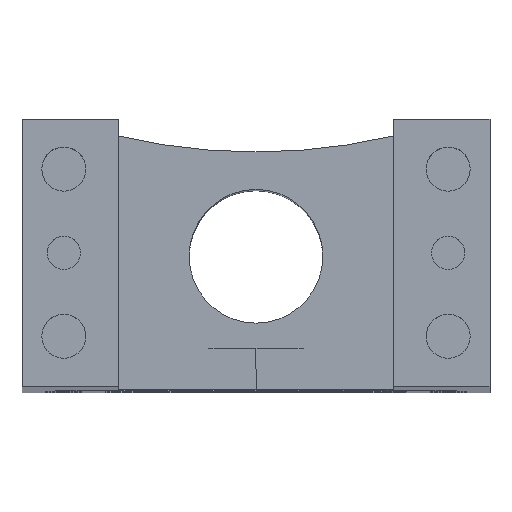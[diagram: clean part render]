
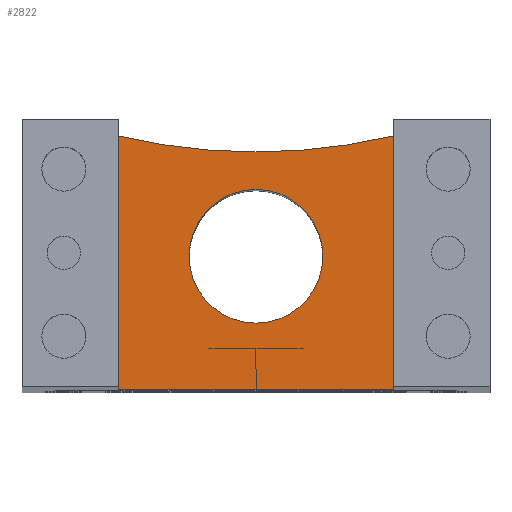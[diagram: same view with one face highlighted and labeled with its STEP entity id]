
A CAD part, top view. The second image highlights one B-rep face of the part: STEP entity #2822.
In plain terms, the highlighted planar face has unit normal (0, 0, 1).
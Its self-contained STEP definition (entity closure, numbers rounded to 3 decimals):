
#1673=CARTESIAN_POINT('POINT111',(-0.249,
   -2.625,1.906));
#1674=VERTEX_POINT('VERTEX111',#1673);
#1681=CARTESIAN_POINT('POINT112',(0.251,
   -2.625,1.906));
#1682=VERTEX_POINT('VERTEX112',#1681);
#1683=CARTESIAN_POINT('POS169',(0.001,-2.625,
   1.906));
#1684=DIRECTION('DIR258',(0.,0.,1.));
#1685=DIRECTION('DIR259',(-1.,0.,0.));
#1686=AXIS2_PLACEMENT_3D('AXIS90',#1683,#1684,#1685);
#1687=CIRCLE('ELLIPSE41',#1686,0.25);
#1688=EDGE_CURVE('EDGE160',#1674,#1682,#1687,.T.);
#1708=EDGE_CURVE('EDGE162',#1682,#1674,#1687,.T.);
#1995=CARTESIAN_POINT('POINT121',(-0.514,
   -3.125,1.906));
#1996=VERTEX_POINT('VERTEX121',#1995);
#2004=CARTESIAN_POINT('POINT122',(-0.514,
   -2.175,1.906));
#2005=VERTEX_POINT('VERTEX122',#2004);
#2006=CARTESIAN_POINT('POS180',(-0.514,-2.125,
   1.906));
#2007=DIRECTION('DIR275',(0.,-1.,0.));
#2008=VECTOR('VEC85',#2007,0.394);
#2009=LINE('STRAIGHT85',#2006,#2008);
#2010=EDGE_CURVE('EDGE176',#2005,#1996,#2009,.T.);
#2396=CARTESIAN_POINT('POINT141',(0.517,
   -3.125,1.906));
#2397=VERTEX_POINT('VERTEX141',#2396);
#2405=CARTESIAN_POINT('POS208',(0.259,
   -3.125,1.906));
#2406=DIRECTION('DIR317',(-1.,0.,0.));
#2407=VECTOR('VEC99',#2406,0.394);
#2408=LINE('STRAIGHT99',#2405,#2407);
#2409=EDGE_CURVE('EDGE205',#2397,#1996,#2408,.T.);
#2756=CARTESIAN_POINT('POINT157',(0.517,
   -2.175,1.906));
#2757=VERTEX_POINT('VERTEX157',#2756);
#2779=CARTESIAN_POINT('POS235',(0.517,-2.125,
   1.906));
#2780=DIRECTION('DIR359',(0.,-1.,0.));
#2781=VECTOR('VEC111',#2780,0.394);
#2782=LINE('STRAIGHT111',#2779,#2781);
#2783=EDGE_CURVE('EDGE231',#2757,#2397,#2782,.T.);
#2797=ORIENTED_EDGE('COEDGE432',*,*,#2010,.T.);
#2798=ORIENTED_EDGE('COEDGE433',*,*,#2409,.F.);
#2799=ORIENTED_EDGE('COEDGE434',*,*,#2783,.F.);
#2800=CARTESIAN_POINT('POINT158',(0.001,
   -2.235,1.906));
#2801=VERTEX_POINT('VERTEX158',#2800);
#2802=CARTESIAN_POINT('POS237',(0.001,0.,
   1.906));
#2803=DIRECTION('DIR362',(0.,0.,1.));
#2804=DIRECTION('DIR363',(0.,1.,0.));
#2805=AXIS2_PLACEMENT_3D('AXIS126',#2802,#2803,#2804);
#2806=CIRCLE('ELLIPSE58',#2805,2.235);
#2807=EDGE_CURVE('EDGE232',#2757,#2801,#2806,.F.);
#2808=ORIENTED_EDGE('COEDGE435',*,*,#2807,.T.);
#2809=EDGE_CURVE('EDGE233',#2801,#2005,#2806,.F.);
#2810=ORIENTED_EDGE('COEDGE436',*,*,#2809,.T.);
#2811=EDGE_LOOP('NONE',(#2797,#2798,#2799,#2808,#2810));
#2812=FACE_BOUND('LOOP1',#2811,.T.);
#2813=ORIENTED_EDGE('COEDGE437',*,*,#1708,.F.);
#2814=ORIENTED_EDGE('COEDGE438',*,*,#1688,.F.);
#2815=EDGE_LOOP('NONE',(#2813,#2814));
#2816=FACE_BOUND('LOOP1',#2815,.T.);
#2817=CARTESIAN_POINT('POS238',(0.517,-2.125,
   1.906));
#2818=DIRECTION('DIR364',(0.,0.,1.));
#2819=DIRECTION('DIR365',(1.,0.,0.));
#2820=AXIS2_PLACEMENT_3D('AXIS127',#2817,#2818,#2819);
#2821=PLANE('PLANE39',#2820);
#2822=ADVANCED_FACE('FACE91',(#2812,#2816),#2821,.T.);
